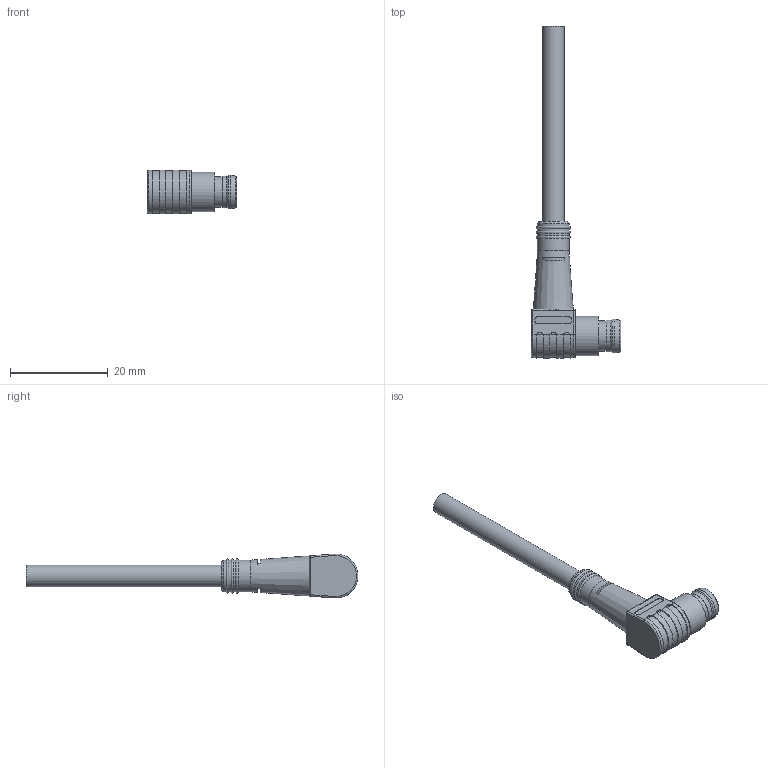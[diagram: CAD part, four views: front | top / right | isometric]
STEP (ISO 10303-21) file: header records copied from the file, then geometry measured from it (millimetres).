
FILE_DESCRIPTION(/* description */ (''),/* implementation_level */ '2;1');
FILE_NAME(/* name */ 'AL-WSP4_5.stp',/* time_stamp */ '2015-11-06T13:29:03+01:00',/* author */ (''),/* organization */ (''),/* preprocessor_version */ 'ST-DEVELOPER v14',/* originating_system */ 'SIEMENS PLM Software NX 8.0',/* authorisation */ '');
FILE_SCHEMA (('AP203_CONFIGURATION_CONTROLLED_3D_DESIGN_OF_MECHANICAL_PARTS_AND_ASSEMBLIES_MIM_LF { 1 0 10303 403 2 1 2}'));
Length unit declared in the file: millimetre
Products named in the file (1): AL-WSP4_5
Bounding box: 18.3 x 68 x 9 mm (x, y, z)
Volume: 2312.2 mm3; surface area: 1815.3 mm2
Topology: 1 solids, 1 shells, 120 faces, 384 edges, 341 vertices
Faces by surface type: cylinder 53, plane 44, sphere 9, torus 8, cone 4, bspline 2
Full cylindrical faces by diameter (mm): 1 x5, 4.4 x1, 6.3 x1, 6.5 x5, 6.9 x1, 8.1 x1
Entity records: 4292 total; most frequent: CARTESIAN_POINT 864, DIRECTION 681, ORIENTED_EDGE 506, AXIS2_PLACEMENT_3D 263, EDGE_CURVE 253, VERTEX_POINT 171, EDGE_LOOP 156, LINE 155
